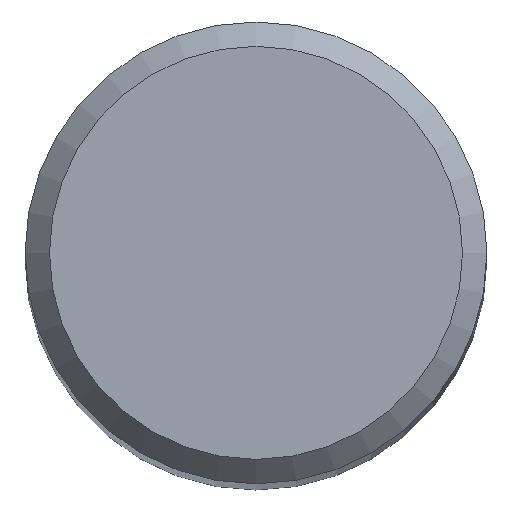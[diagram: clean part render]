
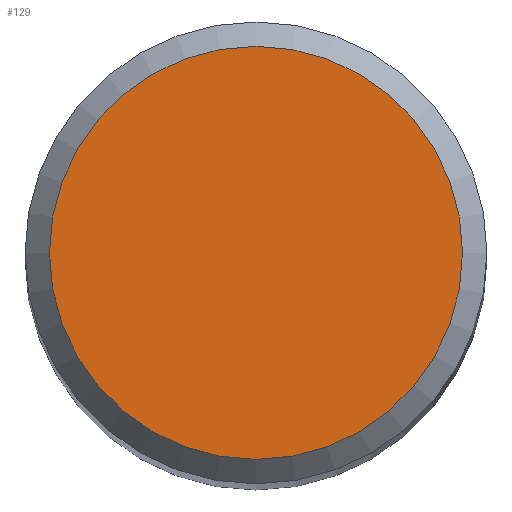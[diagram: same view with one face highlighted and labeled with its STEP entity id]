
A CAD part, top view. The second image highlights one B-rep face of the part: STEP entity #129.
In plain terms, the highlighted planar face has unit normal (0, 0, 1).
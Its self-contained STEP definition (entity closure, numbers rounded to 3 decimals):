
#116=PLANE('',#406);
#118=FACE_OUTER_BOUND('',#188,.T.);
#129=ADVANCED_FACE('',(#118),#116,.T.);
#188=EDGE_LOOP('',(#224));
#224=ORIENTED_EDGE('',*,*,#276,.T.);
#258=VERTEX_POINT('',#541);
#276=EDGE_CURVE('',#258,#258,#294,.T.);
#294=CIRCLE('',#405,9.);
#405=AXIS2_PLACEMENT_3D('',#540,#460,#461);
#406=AXIS2_PLACEMENT_3D('',#542,#462,#463);
#460=DIRECTION('',(0.,0.,1.));
#461=DIRECTION('',(1.,0.,0.));
#462=DIRECTION('',(0.,0.,1.));
#463=DIRECTION('',(1.,0.,0.));
#540=CARTESIAN_POINT('',(0.,0.,0.));
#541=CARTESIAN_POINT('',(9.,0.,0.));
#542=CARTESIAN_POINT('',(0.,0.,0.));
